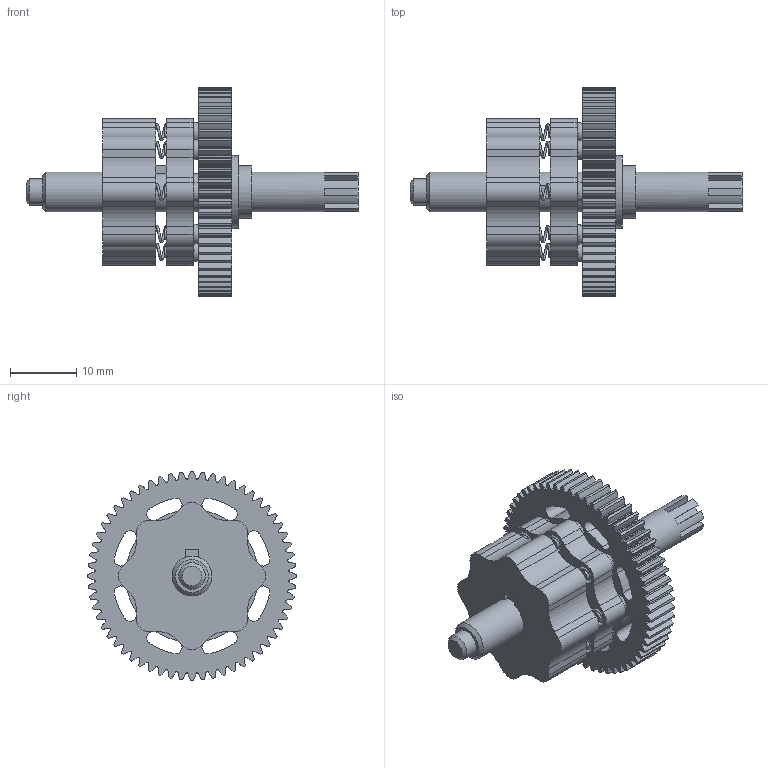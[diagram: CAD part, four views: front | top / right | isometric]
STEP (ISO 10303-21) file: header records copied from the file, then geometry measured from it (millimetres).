
FILE_DESCRIPTION(('STEP AP242'), '1');
FILE_NAME('Ìóôòà â ñáîðå', '', ('UNSPECIFIED'), ('UNSPECIFIED'), 'C3D Converter', 'C3D Toolkit', '');
FILE_SCHEMA(('AP242_MANAGED_MODEL_BASED_3D_ENGINEERING_MIM_LF { 1 0 10303 442 1 1 4 }'));
Length unit declared in the file: millimetre
Assembly tree (30 placements, depth 2):
  (unnamed)
    (unnamed)
    (unnamed)  x8
    (unnamed)
    (unnamed)  x8
    (unnamed)  x8
    (unnamed)
    (unnamed)
    (unnamed)
    (unnamed)
Bounding box: 50 x 31.42 x 31.42 mm (x, y, z)
Volume: 7551.5 mm3; surface area: 8581 mm2
Topology: 30 solids, 30 shells, 715 faces, 1969 edges, 1368 vertices
Faces by surface type: cylinder 242, extrusion 240, plane 159, bspline 56, cone 10, sphere 8
Full cylindrical faces by diameter (mm): 1.6 x8, 3 x24, 4 x1, 6 x3, 8 x3, 11 x1
Entity records: 46100 total; most frequent: CARTESIAN_POINT 30058, ORIENTED_EDGE 3284, DIRECTION 2652, EDGE_CURVE 1642, VERTEX_POINT 1116, VECTOR 900, AXIS2_PLACEMENT_3D 876, B_SPLINE_CURVE_WITH_KNOTS 737
